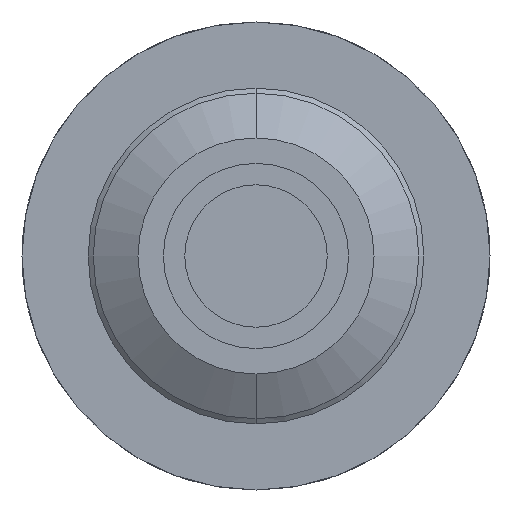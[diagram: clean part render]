
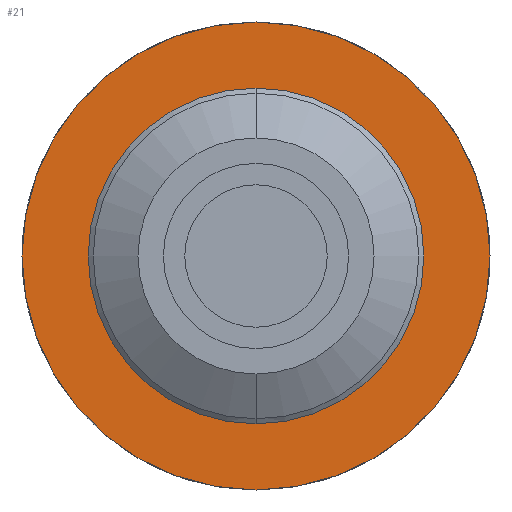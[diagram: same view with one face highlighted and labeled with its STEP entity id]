
A CAD part, front view. The second image highlights one B-rep face of the part: STEP entity #21.
In plain terms, the highlighted planar face has unit normal (0, -1, 0).
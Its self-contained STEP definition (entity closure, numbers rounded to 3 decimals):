
#21 = ADVANCED_FACE ( 'Defeature ausgef�hrt2_6', ( #1776, #556 ), #1490, .F. ) ;
#97 = VERTEX_POINT ( 'NONE', #453 ) ;
#124 = DIRECTION ( 'NONE',  ( 0., 1., 0. ) ) ;
#128 = CIRCLE ( 'NONE', #1404, 0.825 ) ;
#186 = EDGE_CURVE ( 'Defeature ausgef�hrt2_5+Defeature ausgef�hrt2_6+Defeature ausgef�hrt2_6+Defeature ausgef�hrt2_6', #828, #97, #1371, .T. ) ;
#218 = AXIS2_PLACEMENT_3D ( 'NONE', #1812, #124, #602 ) ;
#229 = CARTESIAN_POINT ( 'NONE',  ( 0., -2., -0.825 ) ) ;
#292 = DIRECTION ( 'NONE',  ( 0., 0., 1. ) ) ;
#338 = DIRECTION ( 'NONE',  ( 0., 1., 0. ) ) ;
#400 = DIRECTION ( 'NONE',  ( 0., 1., 0. ) ) ;
#411 = EDGE_CURVE ( 'Defeature ausgef�hrt2_6+Defeature ausgef�hrt2_4+Defeature ausgef�hrt2_4+Defeature ausgef�hrt2_4', #1468, #1540, #128, .T. ) ;
#453 = CARTESIAN_POINT ( 'NONE',  ( 0., -2., -1.15 ) ) ;
#484 = ORIENTED_EDGE ( 'NONE', *, *, #411, .T. ) ;
#505 = CIRCLE ( 'NONE', #1113, 0.825 ) ;
#556 = FACE_BOUND ( 'NONE', #2035, .T. ) ;
#602 = DIRECTION ( 'NONE',  ( 0., 0., 1. ) ) ;
#800 = DIRECTION ( 'NONE',  ( 0., 1., 0. ) ) ;
#828 = VERTEX_POINT ( 'NONE', #1602 ) ;
#832 = DIRECTION ( 'NONE',  ( 0., 0., 1. ) ) ;
#923 = AXIS2_PLACEMENT_3D ( 'NONE', #1715, #338, #832 ) ;
#941 = CIRCLE ( 'NONE', #218, 1.15 ) ;
#944 = CARTESIAN_POINT ( 'NONE',  ( 0., -2., 0. ) ) ;
#1113 = AXIS2_PLACEMENT_3D ( 'NONE', #944, #1969, #1638 ) ;
#1151 = EDGE_LOOP ( 'NONE', ( #1168, #1979 ) ) ;
#1168 = ORIENTED_EDGE ( 'NONE', *, *, #186, .F. ) ;
#1371 = CIRCLE ( 'NONE', #923, 1.15 ) ;
#1404 = AXIS2_PLACEMENT_3D ( 'NONE', #1439, #400, #1618 ) ;
#1439 = CARTESIAN_POINT ( 'NONE',  ( 0., -2., 0. ) ) ;
#1468 = VERTEX_POINT ( 'NONE', #229 ) ;
#1490 = PLANE ( 'NONE',  #1655 ) ;
#1540 = VERTEX_POINT ( 'NONE', #2141 ) ;
#1565 = EDGE_CURVE ( 'Defeature ausgef�hrt2_6+Defeature ausgef�hrt2_4+Defeature ausgef�hrt2_4+Defeature ausgef�hrt2_4', #1540, #1468, #505, .T. ) ;
#1602 = CARTESIAN_POINT ( 'NONE',  ( 0., -2., 1.15 ) ) ;
#1618 = DIRECTION ( 'NONE',  ( 0., 0., 1. ) ) ;
#1638 = DIRECTION ( 'NONE',  ( 0., 0., 1. ) ) ;
#1655 = AXIS2_PLACEMENT_3D ( 'NONE', #1848, #800, #292 ) ;
#1715 = CARTESIAN_POINT ( 'NONE',  ( 0., -2., 0. ) ) ;
#1776 = FACE_OUTER_BOUND ( 'NONE', #1151, .T. ) ;
#1812 = CARTESIAN_POINT ( 'NONE',  ( 0., -2., 0. ) ) ;
#1848 = CARTESIAN_POINT ( 'NONE',  ( 1.15, -2., 0. ) ) ;
#1969 = DIRECTION ( 'NONE',  ( 0., 1., 0. ) ) ;
#1979 = ORIENTED_EDGE ( 'NONE', *, *, #2103, .F. ) ;
#2035 = EDGE_LOOP ( 'NONE', ( #2178, #484 ) ) ;
#2103 = EDGE_CURVE ( 'Defeature ausgef�hrt2_5+Defeature ausgef�hrt2_6+Defeature ausgef�hrt2_6+Defeature ausgef�hrt2_6', #97, #828, #941, .T. ) ;
#2141 = CARTESIAN_POINT ( 'NONE',  ( 0., -2., 0.825 ) ) ;
#2178 = ORIENTED_EDGE ( 'NONE', *, *, #1565, .T. ) ;
